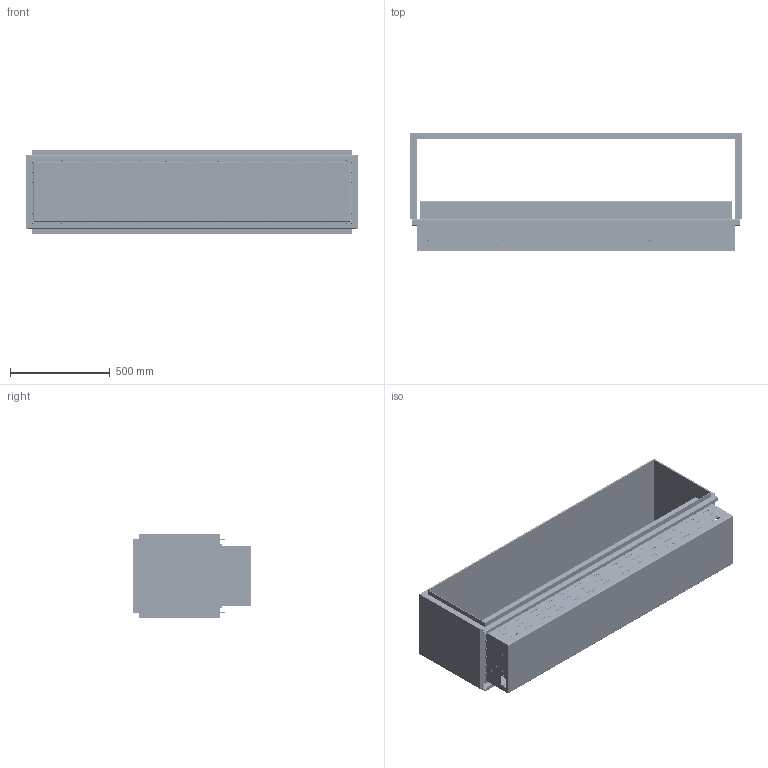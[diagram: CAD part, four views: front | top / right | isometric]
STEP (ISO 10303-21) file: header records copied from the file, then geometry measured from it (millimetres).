
FILE_DESCRIPTION (( 'STEP AP203' ), '1' );
FILE_NAME ('PJ00191-A-14.STEP', '2019-02-28T16:40:52', ( '' ), ( '' ), 'SwSTEP 2.0', 'SolidWorks 2019', '' );
FILE_SCHEMA (( 'CONFIG_CONTROL_DESIGN' ));
Length unit declared in the file: millimetre
Products named in the file (20): AS04260-A-01_AS04263-A-01; PT11904-A-AC_PT11907-A-AC; PT10931-A-AC_PT12146-A-AC; AS04255-A-01_AS04258-A-01; PT10931-A-AC_PT10932-A-AC; PT01372-A-A2; PT11909-A-AC_PT11910-A-AC; PT07661-A-A2; PT11850-A-IL_PT11880-A-IL; PT11854-A-IF_PT11857-A-IF; PJ00153-O-05-C. EVO PLUS 1200; PT10887-A-V3_PT11214-A-V3; PT11975-A-AC_PT11974-A-AC; PT10940-B-AC_PT11210-B-AC; AS04265-A-01_AS04268-A-01; PT11911-A-AC_PT11914-A-AC; PT11899-A-A2_PT11902-A-A2; PT11849-A-IL; PT00832-A-A2; PJ00191-A-14
Assembly tree (123 placements, depth 4):
  PJ00191-A-14
    AS04265-A-01_AS04268-A-01
      AS04255-A-01_AS04258-A-01
        PT11904-A-AC_PT11907-A-AC
        PT11909-A-AC_PT11910-A-AC  x2
        PT11899-A-A2_PT11902-A-A2
        PT10931-A-AC_PT10932-A-AC  x4
        PT11975-A-AC_PT11974-A-AC  x4
        PT01372-A-A2  x36
        PT10931-A-AC_PT12146-A-AC  x3
      AS04260-A-01_AS04263-A-01
        PT11911-A-AC_PT11914-A-AC
        PT10940-B-AC_PT11210-B-AC  x2
        PT00832-A-A2  x10
        PT07661-A-A2  x10
        PT11854-A-IF_PT11857-A-IF  x2
      PT11850-A-IL_PT11880-A-IL
      PT11849-A-IL  x2
      PT10887-A-V3_PT11214-A-V3  x2
      PT01372-A-A2  x12
    PT07661-A-A2  x26
    PJ00153-O-05-C. EVO PLUS 1200
Bounding box: 1666 x 596 x 417 mm (x, y, z)
Volume: 40959210.5 mm3; surface area: 13306736.2 mm2
Topology: 162 solids, 162 shells, 7642 faces, 21492 edges, 14174 vertices
Faces by surface type: plane 4310, cylinder 3086, cone 116, torus 48, bspline 46, sphere 36
Full cylindrical faces by diameter (mm): 3 x2, 3.2 x2, 3.3 x13, 3.7 x4, 4 x101, 4.2 x2, 4.3 x18, 4.5 x17, 5 x65, 5.3 x27, 5.5 x2, 6.1 x4, 6.5 x74, 7 x32, 7.3 x2, 9 x2, 10 x36, 10.2 x2, 13 x4, 20 x1, 25 x1, 36 x1
Entity records: 204190 total; most frequent: CARTESIAN_POINT 36160, ORIENTED_EDGE 33796, DIRECTION 33737, EDGE_CURVE 16898, LINE 11697, VECTOR 11697, VERTEX_POINT 11264, AXIS2_PLACEMENT_3D 11020
